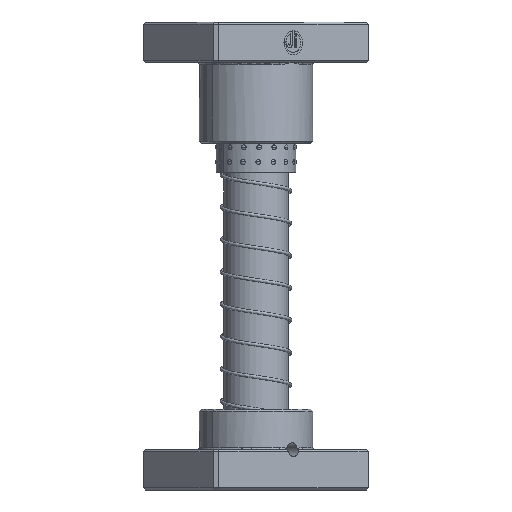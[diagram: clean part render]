
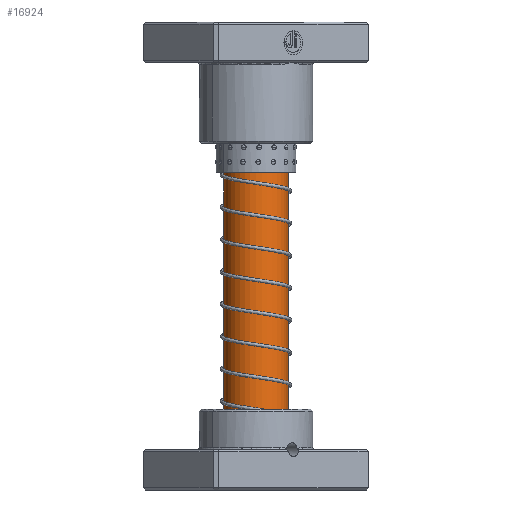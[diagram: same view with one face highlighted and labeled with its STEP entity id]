
A CAD part, front view. The second image highlights one B-rep face of the part: STEP entity #16924.
In plain terms, the highlighted cylindrical face has radius 16 mm (diameter 32 mm), a partial arc.
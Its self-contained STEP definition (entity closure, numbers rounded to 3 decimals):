
#832 = DIRECTION ( 'NONE',  ( 0., 0., -1. ) ) ;
#2274 = DIRECTION ( 'NONE',  ( 1., 0., 0. ) ) ;
#4265 = AXIS2_PLACEMENT_3D ( 'NONE', #41696, #42174, #45234 ) ;
#6195 = VERTEX_POINT ( 'NONE', #37332 ) ;
#6738 = CYLINDRICAL_SURFACE ( 'NONE', #4265, 16. ) ;
#7228 = CARTESIAN_POINT ( 'NONE',  ( 16., 0., 200. ) ) ;
#10459 = EDGE_CURVE ( 'NONE', #22371, #39706, #45226, .T. ) ;
#12032 = CARTESIAN_POINT ( 'NONE',  ( -16., 0., 24. ) ) ;
#13286 = VECTOR ( 'NONE', #31762, 1000. ) ;
#14079 = ORIENTED_EDGE ( 'NONE', *, *, #36621, .T. ) ;
#16924 = ADVANCED_FACE ( 'NONE', ( #25442 ), #6738, .T. ) ;
#21749 = VECTOR ( 'NONE', #30016, 1000. ) ;
#21876 = CARTESIAN_POINT ( 'NONE',  ( 0., 0., 24. ) ) ;
#22371 = VERTEX_POINT ( 'NONE', #31759 ) ;
#22647 = LINE ( 'NONE', #7228, #13286 ) ;
#23322 = DIRECTION ( 'NONE',  ( 0., 0., -1. ) ) ;
#25379 = DIRECTION ( 'NONE',  ( -1., 0., 0. ) ) ;
#25442 = FACE_OUTER_BOUND ( 'NONE', #28797, .T. ) ;
#28065 = CIRCLE ( 'NONE', #31442, 16. ) ;
#28430 = AXIS2_PLACEMENT_3D ( 'NONE', #21876, #832, #25379 ) ;
#28797 = EDGE_LOOP ( 'NONE', ( #34498, #14079, #38808, #33622 ) ) ;
#29271 = EDGE_CURVE ( 'NONE', #6195, #39706, #40371, .T. ) ;
#30016 = DIRECTION ( 'NONE',  ( 0., 0., -1. ) ) ;
#30153 = CARTESIAN_POINT ( 'NONE',  ( -16., 0., 200. ) ) ;
#31442 = AXIS2_PLACEMENT_3D ( 'NONE', #44327, #23322, #2274 ) ;
#31444 = VERTEX_POINT ( 'NONE', #42223 ) ;
#31759 = CARTESIAN_POINT ( 'NONE',  ( 16., 0., 24. ) ) ;
#31762 = DIRECTION ( 'NONE',  ( 0., 0., -1. ) ) ;
#33622 = ORIENTED_EDGE ( 'NONE', *, *, #10459, .F. ) ;
#34498 = ORIENTED_EDGE ( 'NONE', *, *, #36342, .F. ) ;
#36342 = EDGE_CURVE ( 'NONE', #31444, #22371, #22647, .T. ) ;
#36621 = EDGE_CURVE ( 'NONE', #31444, #6195, #28065, .T. ) ;
#37332 = CARTESIAN_POINT ( 'NONE',  ( -16., 0., 197.5 ) ) ;
#38808 = ORIENTED_EDGE ( 'NONE', *, *, #29271, .T. ) ;
#39706 = VERTEX_POINT ( 'NONE', #12032 ) ;
#40371 = LINE ( 'NONE', #30153, #21749 ) ;
#41696 = CARTESIAN_POINT ( 'NONE',  ( 0., 0., 200. ) ) ;
#42174 = DIRECTION ( 'NONE',  ( 0., 0., -1. ) ) ;
#42223 = CARTESIAN_POINT ( 'NONE',  ( 16., 0., 197.5 ) ) ;
#44327 = CARTESIAN_POINT ( 'NONE',  ( 0., 0., 197.5 ) ) ;
#45226 = CIRCLE ( 'NONE', #28430, 16. ) ;
#45234 = DIRECTION ( 'NONE',  ( -1., 0., 0. ) ) ;
